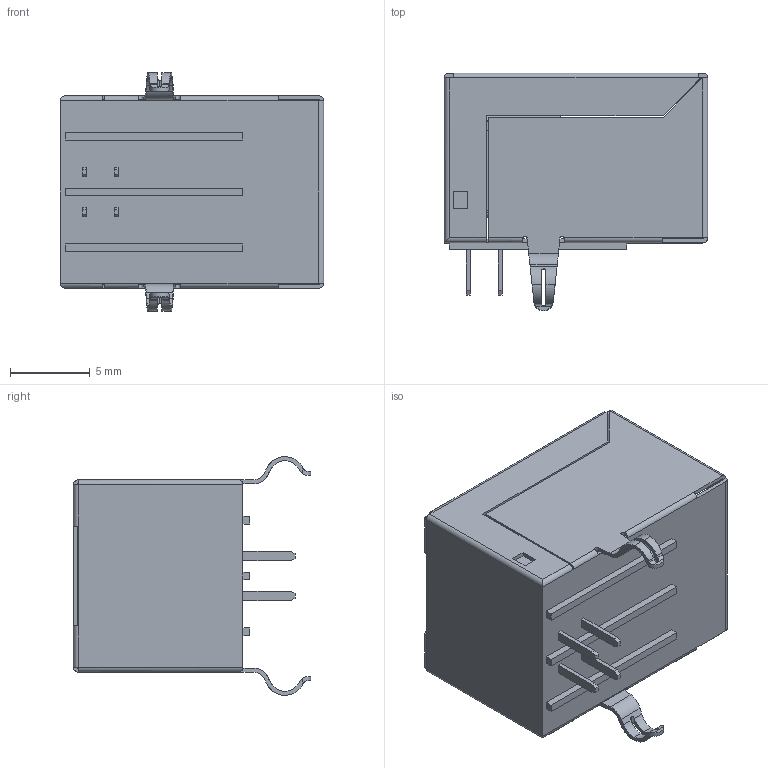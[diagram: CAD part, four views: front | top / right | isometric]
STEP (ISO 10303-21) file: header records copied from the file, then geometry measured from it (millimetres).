
FILE_DESCRIPTION (( 'STEP AP214' ), '1' );
FILE_NAME ('SS-52300-001.STEP', '2021-06-09T13:31:42', ( '' ), ( '' ), 'SwSTEP 2.0', 'SolidWorks 2018', '' );
FILE_SCHEMA (( 'AUTOMOTIVE_DESIGN' ));
Length unit declared in the file: millimetre
Products named in the file (2): SS-52300-001
Bounding box: 16.5 x 14.87 x 14.94 mm (x, y, z)
Volume: 879.6 mm3; surface area: 2504 mm2
Topology: 6 solids, 6 shells, 326 faces, 936 edges, 602 vertices
Faces by surface type: plane 242, cylinder 80, cone 4
Entity records: 14358 total; most frequent: CARTESIAN_POINT 2234, ORIENTED_EDGE 1864, DIRECTION 1630, EDGE_CURVE 932, LINE 718, VECTOR 718, VERTEX_POINT 602, AXIS2_PLACEMENT_3D 456
